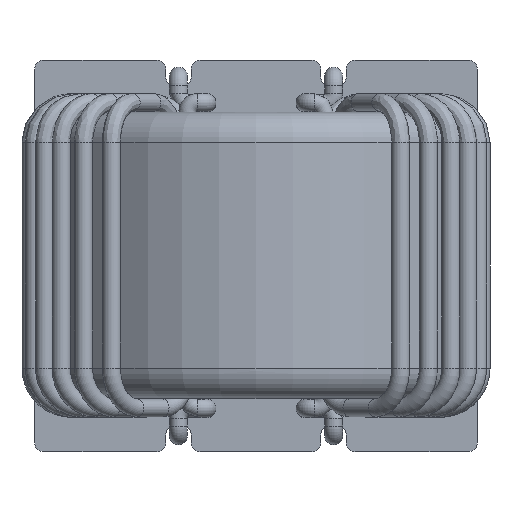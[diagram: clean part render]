
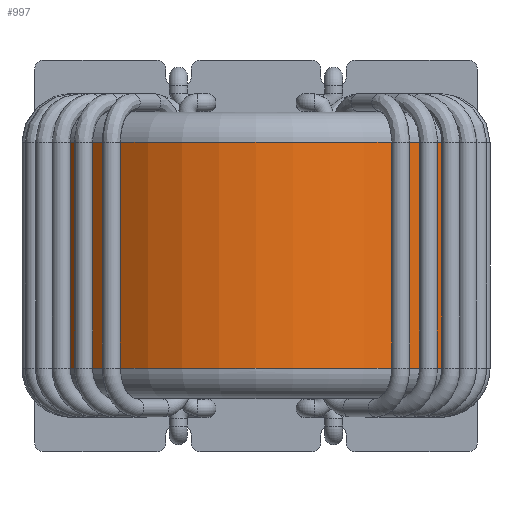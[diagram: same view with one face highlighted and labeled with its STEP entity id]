
A CAD part, top view. The second image highlights one B-rep face of the part: STEP entity #997.
In plain terms, the highlighted cylindrical face has radius 7.15 mm (diameter 14.3 mm), a full revolution.
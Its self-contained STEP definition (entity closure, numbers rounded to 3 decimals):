
#997 = ADVANCED_FACE( '', ( #2224, #2225 ), #2226, .T. );
#2224 = FACE_OUTER_BOUND( '', #10825, .T. );
#2225 = FACE_OUTER_BOUND( '', #10826, .T. );
#2226 = CYLINDRICAL_SURFACE( '', #10827, 7.15 );
#10825 = EDGE_LOOP( '', ( #14304 ) );
#10826 = EDGE_LOOP( '', ( #14305 ) );
#10827 = AXIS2_PLACEMENT_3D( '', #14306, #14307, #14308 );
#14304 = ORIENTED_EDGE( '', *, *, #15791, .T. );
#14305 = ORIENTED_EDGE( '', *, *, #15792, .T. );
#14306 = CARTESIAN_POINT( '', ( 0., -4.75, 10.75 ) );
#14307 = DIRECTION( '', ( 0., -1., 0. ) );
#14308 = DIRECTION( '', ( 0., 0., 1. ) );
#15791 = EDGE_CURVE( '', #17164, #17164, #17165, .T. );
#15792 = EDGE_CURVE( '', #17166, #17166, #17167, .F. );
#17164 = VERTEX_POINT( '', #18904 );
#17165 = CIRCLE( '', #18905, 7.15 );
#17166 = VERTEX_POINT( '', #18906 );
#17167 = CIRCLE( '', #18907, 7.15 );
#18904 = CARTESIAN_POINT( '', ( 0., -3.75, 17.9 ) );
#18905 = AXIS2_PLACEMENT_3D( '', #20260, #20261, #20262 );
#18906 = CARTESIAN_POINT( '', ( 0., 3.75, 17.9 ) );
#18907 = AXIS2_PLACEMENT_3D( '', #20263, #20264, #20265 );
#20260 = CARTESIAN_POINT( '', ( 0., -3.75, 10.75 ) );
#20261 = DIRECTION( '', ( 0., 1., 0. ) );
#20262 = DIRECTION( '', ( 0., 0., 1. ) );
#20263 = CARTESIAN_POINT( '', ( 0., 3.75, 10.75 ) );
#20264 = DIRECTION( '', ( 0., 1., 0. ) );
#20265 = DIRECTION( '', ( 0., 0., 1. ) );
